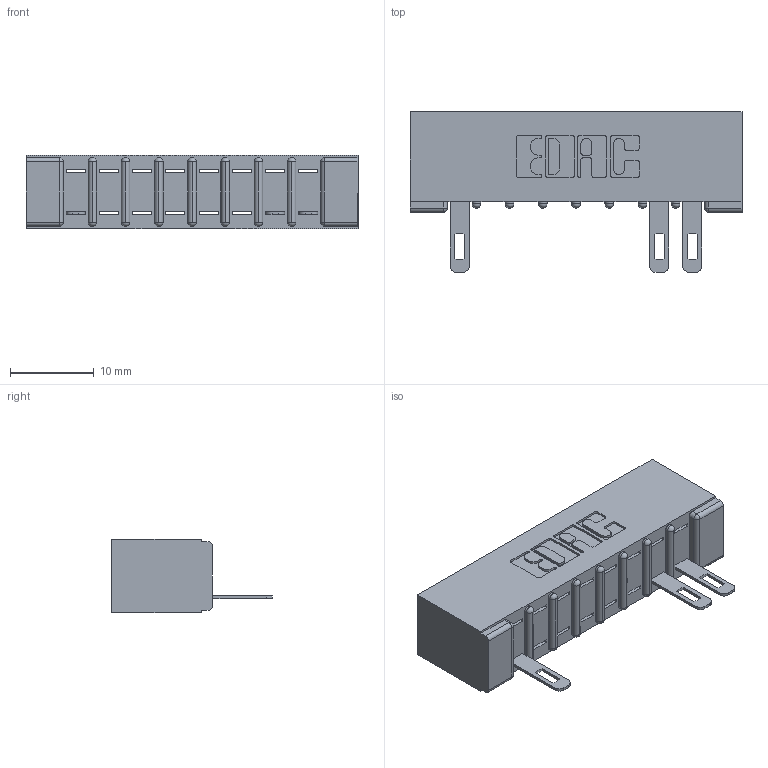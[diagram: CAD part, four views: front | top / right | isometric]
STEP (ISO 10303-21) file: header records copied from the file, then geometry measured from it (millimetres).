
FILE_DESCRIPTION (( 'STEP AP203' ), '1' );
FILE_NAME ('307-008-505-101.STEP', '2018-08-02T19:45:10', ( '' ), ( '' ), 'SwSTEP 2.0', 'SolidWorks 2016', '' );
FILE_SCHEMA (( 'CONFIG_CONTROL_DESIGN' ));
Length unit declared in the file: inch
Products named in the file (3): 307 Part_No Mounting Lugs; 307-290-001_505; 307-008-505-101
Assembly tree (4 placements, depth 2):
  307-008-505-101
    307 Part_No Mounting Lugs
    307-290-001_505  x3
Bounding box: 39.57 x 19.18 x 8.71 mm (x, y, z)
Volume: 2663.6 mm3; surface area: 3499.8 mm2
Topology: 4 solids, 4 shells, 387 faces, 1105 edges, 706 vertices
Faces by surface type: plane 234, cylinder 135, sphere 18
Entity records: 10586 total; most frequent: CARTESIAN_POINT 1791, ORIENTED_EDGE 1782, DIRECTION 1757, EDGE_CURVE 891, LINE 669, VECTOR 669, VERTEX_POINT 578, AXIS2_PLACEMENT_3D 544
